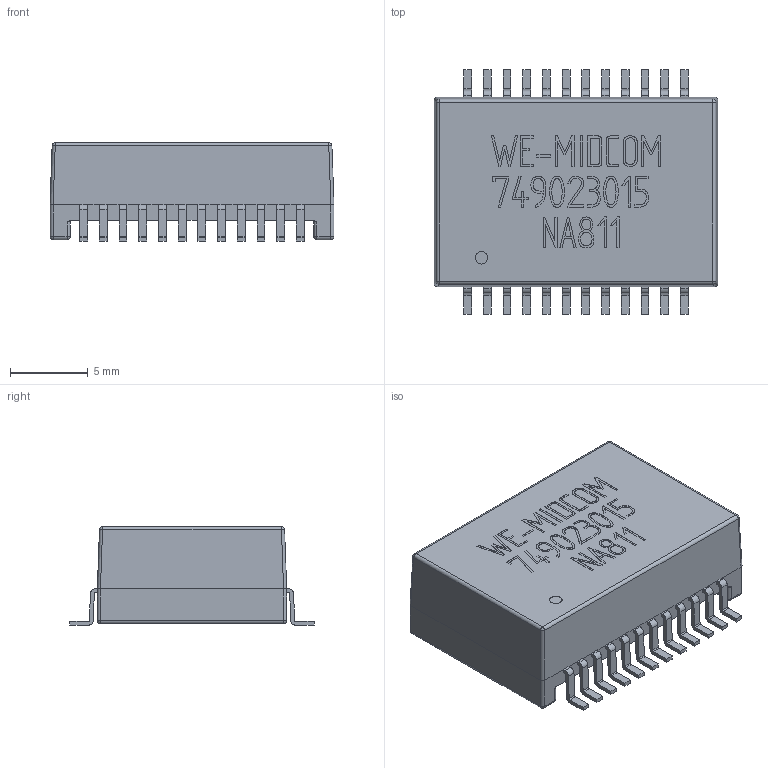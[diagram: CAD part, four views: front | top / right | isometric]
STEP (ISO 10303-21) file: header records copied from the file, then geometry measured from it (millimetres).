
FILE_DESCRIPTION(('STEP AP242'),'1');
FILE_NAME('749023015.stp','2021-07-09T14:41:51',('TraceParts'),('TraceParts S.A.'),'Spatial InterOp 3D',' ',' ');
FILE_SCHEMA(('AP242_MANAGED_MODEL_BASED_3D_ENGINEERING_MIM_LF {1 0 10303 442 1 1 4}'));
Length unit declared in the file: millimetre
Products named in the file (1): 749023015_1
Bounding box: 18.3 x 15.75 x 6.35 mm (x, y, z)
Volume: 547.7 mm3; surface area: 1264.9 mm2
Topology: 25 solids, 25 shells, 1001 faces, 2757 edges, 1798 vertices
Faces by surface type: plane 626, cylinder 230, extrusion 125, sphere 16, torus 4
Entity records: 41847 total; most frequent: CARTESIAN_POINT 12599, ORIENTED_EDGE 5482, DIRECTION 4467, EDGE_CURVE 2741, VERTEX_POINT 1798, VECTOR 1753, LINE 1628, AXIS2_PLACEMENT_3D 1357
